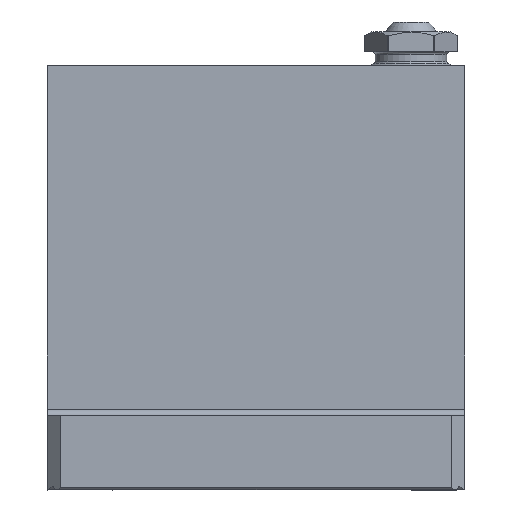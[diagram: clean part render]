
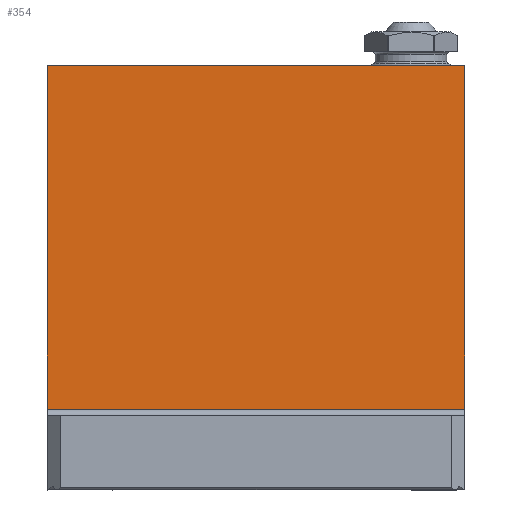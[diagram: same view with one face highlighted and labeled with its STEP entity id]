
A CAD part, left-side view. The second image highlights one B-rep face of the part: STEP entity #354.
In plain terms, the highlighted planar face has unit normal (-1, 0, 0).
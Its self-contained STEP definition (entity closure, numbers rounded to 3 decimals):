
#354=ADVANCED_FACE('',(#853),#620,.T.);
#620=PLANE('',#5517);
#853=FACE_OUTER_BOUND('',#1109,.T.);
#1109=EDGE_LOOP('',(#1917,#1918,#1919,#1920));
#1917=ORIENTED_EDGE('',*,*,#3554,.F.);
#1918=ORIENTED_EDGE('',*,*,#3846,.T.);
#1919=ORIENTED_EDGE('',*,*,#3532,.T.);
#1920=ORIENTED_EDGE('',*,*,#3847,.T.);
#2989=VERTEX_POINT('',#7577);
#2990=VERTEX_POINT('',#7579);
#3011=VERTEX_POINT('',#7622);
#3012=VERTEX_POINT('',#7624);
#3532=EDGE_CURVE('',#2990,#2989,#4274,.T.);
#3554=EDGE_CURVE('',#3011,#3012,#4294,.T.);
#3846=EDGE_CURVE('',#3011,#2990,#4555,.T.);
#3847=EDGE_CURVE('',#2989,#3012,#4556,.T.);
#4274=LINE('',#7578,#4894);
#4294=LINE('',#7623,#4914);
#4555=LINE('',#8193,#5175);
#4556=LINE('',#8194,#5176);
#4894=VECTOR('',#6046,1.);
#4914=VECTOR('',#6072,1.);
#5175=VECTOR('',#6513,1.);
#5176=VECTOR('',#6514,1.);
#5517=AXIS2_PLACEMENT_3D('',#8195,#6515,#6516);
#6046=DIRECTION('',(0.,0.,1.));
#6072=DIRECTION('',(0.,0.,1.));
#6513=DIRECTION('',(0.,-1.,0.));
#6514=DIRECTION('',(0.,1.,0.));
#6515=DIRECTION('',(-1.,0.,0.));
#6516=DIRECTION('',(0.,0.,-1.));
#7577=CARTESIAN_POINT('',(42.,0.,63.));
#7578=CARTESIAN_POINT('',(42.,0.,63.));
#7579=CARTESIAN_POINT('',(42.,0.,12.));
#7622=CARTESIAN_POINT('',(42.,62.,12.));
#7623=CARTESIAN_POINT('',(42.,62.,63.));
#7624=CARTESIAN_POINT('',(42.,62.,63.));
#8193=CARTESIAN_POINT('',(42.,0.,12.));
#8194=CARTESIAN_POINT('',(42.,0.,63.));
#8195=CARTESIAN_POINT('',(42.,0.,11.));
